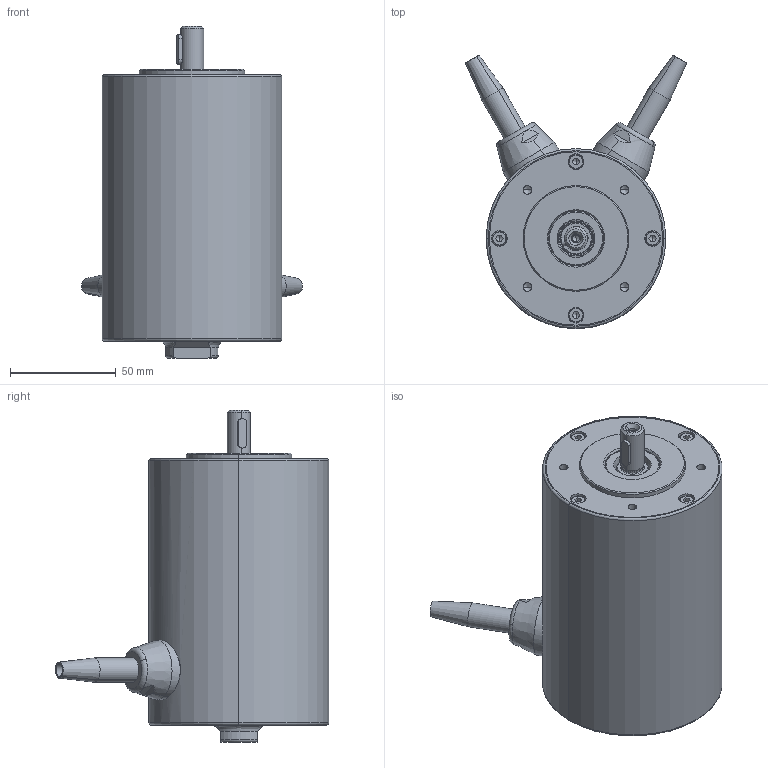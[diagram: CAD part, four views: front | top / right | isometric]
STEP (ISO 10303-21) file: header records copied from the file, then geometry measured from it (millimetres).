
FILE_DESCRIPTION((''),'2;1');
FILE_NAME('BF-82 + Resolver.stp','2012-07-20T08:04:03',('arodrigo'),(''),'Autodesk Inventor 9','Autodesk Inventor 9','');
FILE_SCHEMA(('AUTOMOTIVE_DESIGN { 1 0 10303 214 1 1 1 1 }'));
Length unit declared in the file: millimetre
Products named in the file (1): Pieza1
Bounding box: 104.58 x 129.33 x 157 mm (x, y, z)
Volume: 735760.6 mm3; surface area: 66038.8 mm2
Topology: 1 solids, 9 shells, 373 faces, 929 edges, 593 vertices
Faces by surface type: bspline 135, cylinder 86, plane 86, cone 38, torus 28
Entity records: 13974 total; most frequent: CARTESIAN_POINT 5273, DIRECTION 1863, ORIENTED_EDGE 1822, EDGE_CURVE 911, AXIS2_PLACEMENT_3D 781, VERTEX_POINT 593, CIRCLE 518, EDGE_LOOP 440
